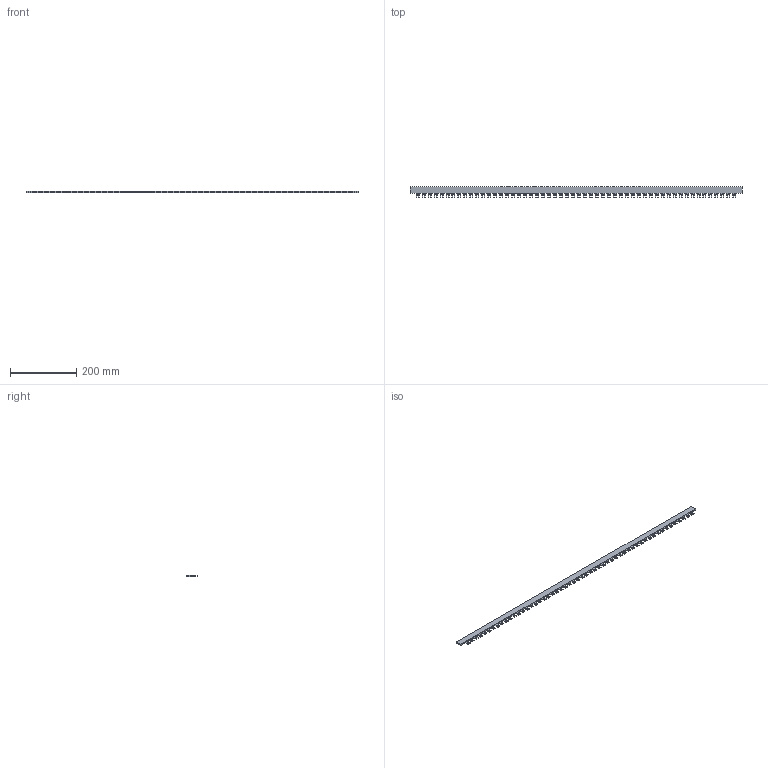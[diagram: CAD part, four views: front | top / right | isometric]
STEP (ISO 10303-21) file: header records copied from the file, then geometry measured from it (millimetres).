
FILE_DESCRIPTION (( 'STEP AP203' ), '1' );
FILE_NAME ('YNS11-1-100 Øèíà ñîåäèíèòåëüíàÿ òèïà FORK (âèëêà) 1Ð 100À (äë.1 ì) ÈÝÊ.STEP', '2016-09-07T06:45:36', ( '' ), ( '' ), 'SwSTEP 2.0', 'SolidWorks 2014', '' );
FILE_SCHEMA (( 'CONFIG_CONTROL_DESIGN' ));
Length unit declared in the file: millimetre
Products named in the file (1): YNS11-1-100 Øèíà ñîåäèíèòåëüíàÿ òèïà FORK (âèëêà) 1Ð 100À (äë.1 ì) ÈÝÊ
Bounding box: 1000 x 30.5 x 4.2 mm (x, y, z)
Volume: 85056.3 mm3; surface area: 57214.1 mm2
Topology: 1 solids, 1 shells, 492 faces, 1308 edges, 872 vertices
Faces by surface type: plane 438, cylinder 54
Entity records: 15137 total; most frequent: CARTESIAN_POINT 2673, ORIENTED_EDGE 2616, DIRECTION 2402, EDGE_CURVE 1308, LINE 1200, VECTOR 1200, VERTEX_POINT 872, AXIS2_PLACEMENT_3D 601
